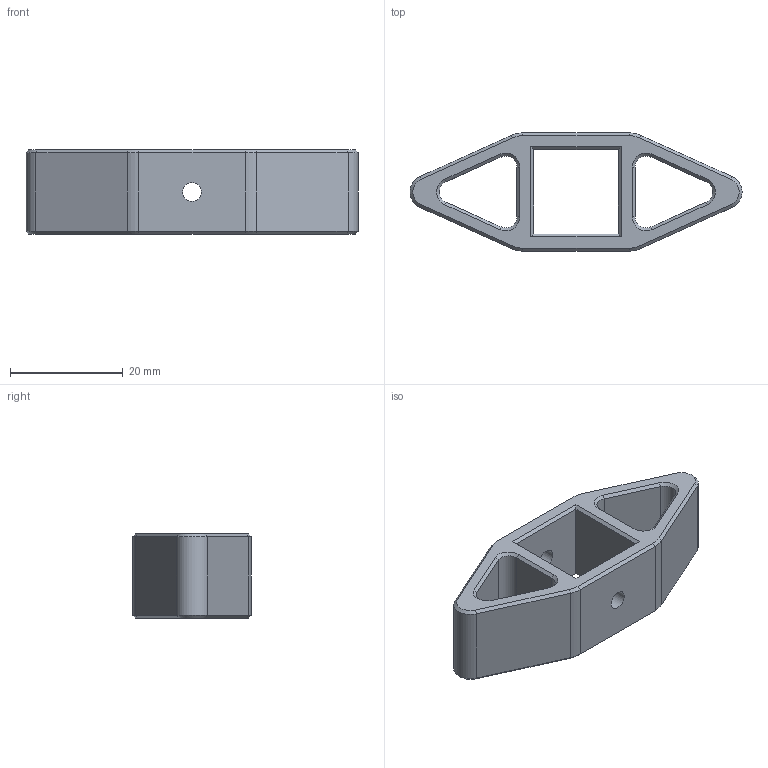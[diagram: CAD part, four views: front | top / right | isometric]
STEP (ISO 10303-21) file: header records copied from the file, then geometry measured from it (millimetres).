
FILE_DESCRIPTION(/* description */ (''),/* implementation_level */ '2;1');
FILE_NAME(/* name */ 'Extrusion_Wrench_1515.step',/* time_stamp */ '2022-04-16T16:20:11-07:00',/* author */ (''),/* organization */ (''),/* preprocessor_version */ 'ST-DEVELOPER v18.1',/* originating_system */ 'Autodesk Translation Framework v10.14.0.1471',/* authorisation */ '');
FILE_SCHEMA (('AUTOMOTIVE_DESIGN { 1 0 10303 214 3 1 1 }'));
Length unit declared in the file: millimetre
Products named in the file (1): Extrusion_Wrench_1515
Bounding box: 58.98 x 21 x 15 mm (x, y, z)
Volume: 6679 mm3; surface area: 4926.5 mm2
Topology: 1 solids, 1 shells, 88 faces, 202 edges, 116 vertices
Faces by surface type: plane 50, cone 24, cylinder 14
Full cylindrical faces by diameter (mm): 3.3 x2
Entity records: 2463 total; most frequent: DIRECTION 432, CARTESIAN_POINT 407, ORIENTED_EDGE 404, EDGE_CURVE 202, LINE 150, VECTOR 150, AXIS2_PLACEMENT_3D 141, VERTEX_POINT 116
